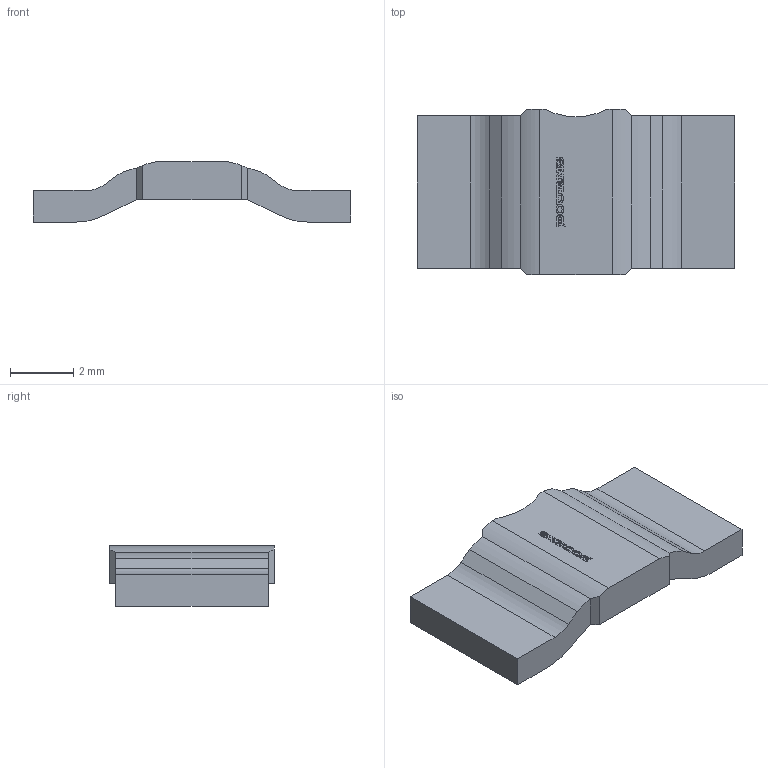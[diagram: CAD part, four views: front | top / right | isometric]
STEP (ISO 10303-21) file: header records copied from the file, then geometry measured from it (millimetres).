
FILE_DESCRIPTION(/* description */ (''),/* implementation_level */ '2;1');
FILE_NAME(/* name */ '1.stp',/* time_stamp */ '2022-08-07T18:28:16+02:00',/* author */ ('k'),/* organization */ (''),/* preprocessor_version */ 'ST-DEVELOPER v15.6',/* originating_system */ 'Autodesk Inventor 2015',/* authorisation */ '');
FILE_SCHEMA (('AUTOMOTIVE_DESIGN { 1 0 10303 214 3 1 1 }'));
Length unit declared in the file: millimetre
Products named in the file (4): 1; 2; Bourns Logo
Bounding box: 10 x 5.2 x 1.9 mm (x, y, z)
Volume: 52.2 mm3; surface area: 152.6 mm2
Topology: 9 solids, 9 shells, 258 faces, 720 edges, 480 vertices
Faces by surface type: bspline 126, plane 123, cylinder 9
Entity records: 8998 total; most frequent: CARTESIAN_POINT 3121, ORIENTED_EDGE 1440, DIRECTION 762, EDGE_CURVE 720, VERTEX_POINT 480, LINE 440, VECTOR 440, EDGE_LOOP 266
